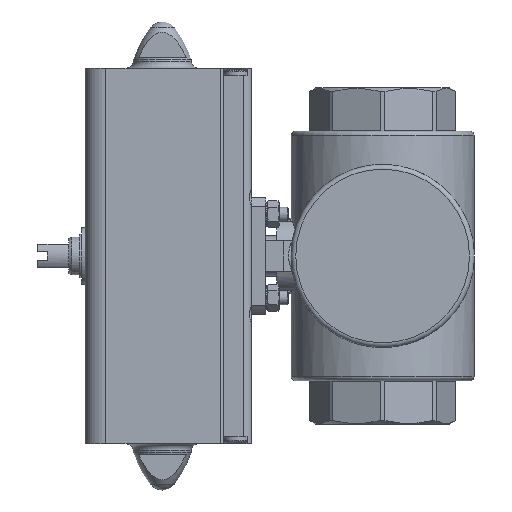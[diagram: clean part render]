
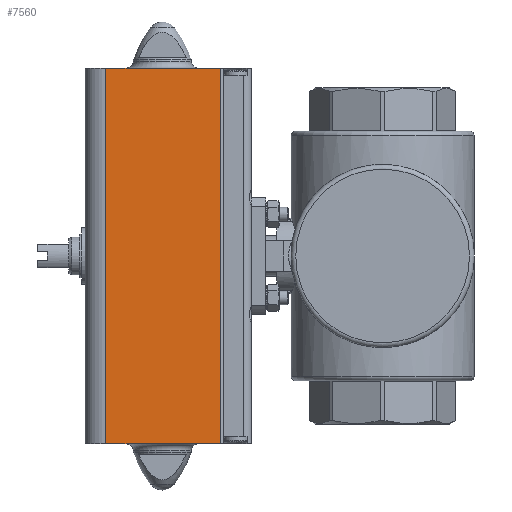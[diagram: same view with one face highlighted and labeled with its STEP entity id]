
A CAD part, left-side view. The second image highlights one B-rep face of the part: STEP entity #7560.
In plain terms, the highlighted planar face has unit normal (-1, 0, 0).
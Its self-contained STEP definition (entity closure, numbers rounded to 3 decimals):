
#269=PLANE('',#8306);
#732=LINE('',#12492,#1326);
#733=LINE('',#12495,#1327);
#734=LINE('',#12497,#1328);
#735=LINE('',#12499,#1329);
#1326=VECTOR('',#9876,1000.);
#1327=VECTOR('',#9877,1000.);
#1328=VECTOR('',#9878,1000.);
#1329=VECTOR('',#9879,1000.);
#2827=ORIENTED_EDGE('',*,*,#4427,.T.);
#2828=ORIENTED_EDGE('',*,*,#4428,.F.);
#2829=ORIENTED_EDGE('',*,*,#4429,.F.);
#2830=ORIENTED_EDGE('',*,*,#4430,.T.);
#4427=EDGE_CURVE('',#5303,#5304,#732,.T.);
#4428=EDGE_CURVE('',#5305,#5304,#733,.T.);
#4429=EDGE_CURVE('',#5306,#5305,#734,.T.);
#4430=EDGE_CURVE('',#5306,#5303,#735,.T.);
#5303=VERTEX_POINT('',#12493);
#5304=VERTEX_POINT('',#12494);
#5305=VERTEX_POINT('',#12496);
#5306=VERTEX_POINT('',#12498);
#6250=EDGE_LOOP('',(#2827,#2828,#2829,#2830));
#6891=FACE_BOUND('',#6250,.T.);
#7560=ADVANCED_FACE('',(#6891),#269,.F.);
#8306=AXIS2_PLACEMENT_3D('',#12491,#9874,#9875);
#9874=DIRECTION('',(1.,0.,0.));
#9875=DIRECTION('',(0.,0.,-1.));
#9876=DIRECTION('',(0.,-1.,0.));
#9877=DIRECTION('',(0.,0.,-1.));
#9878=DIRECTION('',(0.,-1.,0.));
#9879=DIRECTION('',(0.,0.,-1.));
#12491=CARTESIAN_POINT('',(-32.7,23.9,79.5));
#12492=CARTESIAN_POINT('',(-32.7,23.9,-79.5));
#12493=CARTESIAN_POINT('',(-32.7,23.9,-79.5));
#12494=CARTESIAN_POINT('',(-32.7,-24.7,-79.5));
#12495=CARTESIAN_POINT('',(-32.7,-24.7,79.5));
#12496=CARTESIAN_POINT('',(-32.7,-24.7,79.5));
#12497=CARTESIAN_POINT('',(-32.7,23.9,79.5));
#12498=CARTESIAN_POINT('',(-32.7,23.9,79.5));
#12499=CARTESIAN_POINT('',(-32.7,23.9,79.5));
